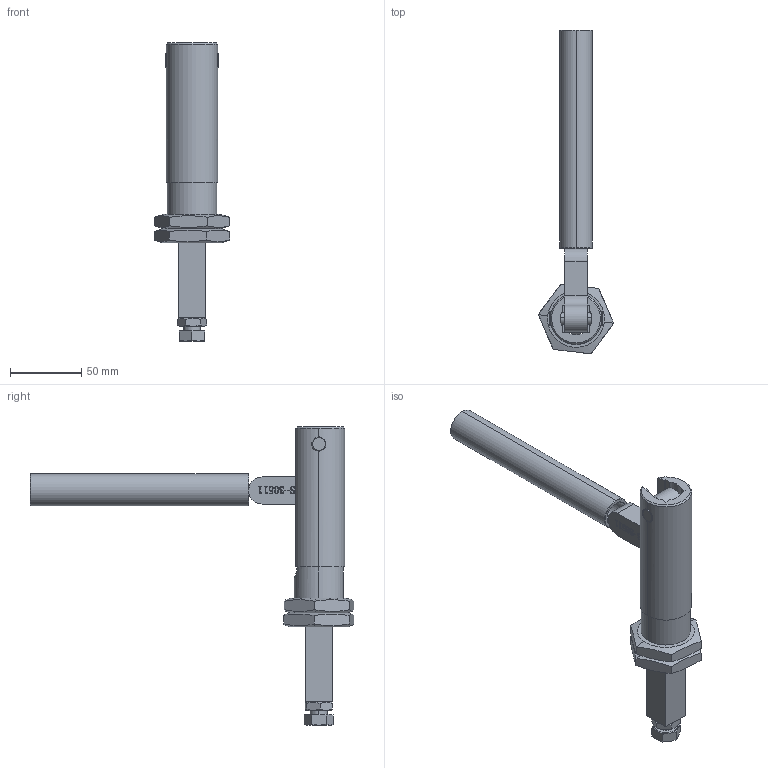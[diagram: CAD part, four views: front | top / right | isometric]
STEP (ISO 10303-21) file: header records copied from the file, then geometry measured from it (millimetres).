
FILE_DESCRIPTION (( 'STEP AP203' ), '1' );
FILE_NAME ('HS-30511M .STEP', '2021-08-21T01:19:01', ( '微软用户' ), ( '微软中国' ), 'SwSTEP 2.0', 'SolidWorks 2012', '' );
FILE_SCHEMA (( 'CONFIG_CONTROL_DESIGN' ));
Length unit declared in the file: millimetre
Products named in the file (11): HS-30511M ; 奪赽; 錨璃1; 种1; hex thin nuts-grades ab-chamfered gb_GB_FASTENER_NUT_STNAB M12-N; hexagon head bolts-full thread gb_GB_FASTENER_BOLT_STBAB A M12X50-N; 揤裝; 忒參; 蹟譫; 蟀裝; 菁釱
Assembly tree (12 placements, depth 2):
  HS-30511M 
    菁釱
    蟀裝
    蹟譫  x2
    忒參
    揤裝
    hexagon head bolts-full thread gb_GB_FASTENER_BOLT_STBAB A M12X50-N
    hex thin nuts-grades ab-chamfered gb_GB_FASTENER_NUT_STNAB M12-N
    种1
    錨璃1  x2
    奪赽
Bounding box: 52.78 x 226.45 x 208.66 mm (x, y, z)
Volume: 183879.9 mm3; surface area: 84793.1 mm2
Topology: 12 solids, 12 shells, 541 faces, 1425 edges, 931 vertices
Faces by surface type: plane 288, bspline 134, cylinder 66, cone 49, torus 4
Entity records: 24217 total; most frequent: CARTESIAN_POINT 10997, ORIENTED_EDGE 2742, DIRECTION 2006, EDGE_CURVE 1371, VERTEX_POINT 899, VECTOR 878, LINE 878, EDGE_LOOP 566
